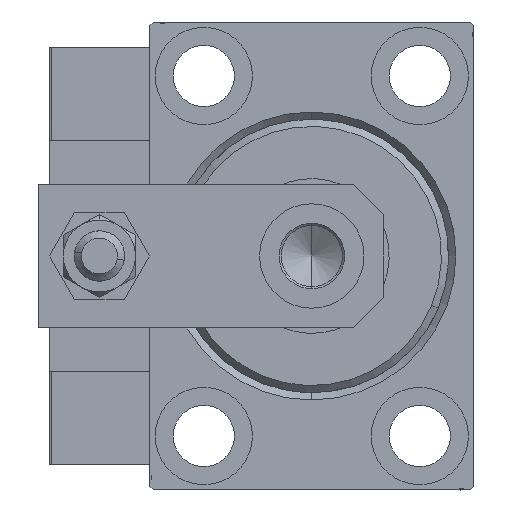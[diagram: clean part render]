
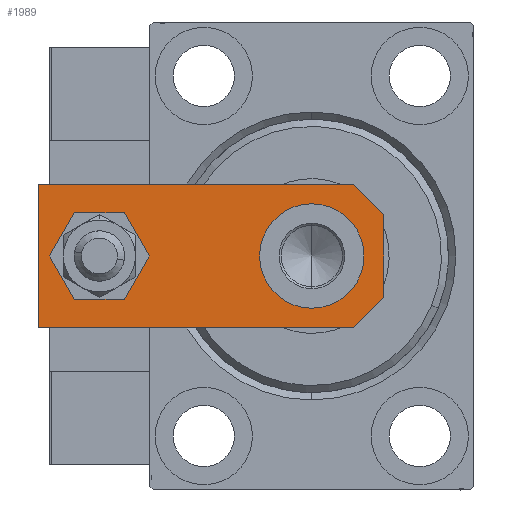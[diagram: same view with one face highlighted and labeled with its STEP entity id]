
A CAD part, left-side view. The second image highlights one B-rep face of the part: STEP entity #1989.
In plain terms, the highlighted face is planar.
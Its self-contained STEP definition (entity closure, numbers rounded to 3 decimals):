
#1137 = DIRECTION ( 'NONE',  ( 0.707, -0.707, 0. ) ) ;
#1317 = VERTEX_POINT ( 'NONE', #2742 ) ;
#1390 = DIRECTION ( 'NONE',  ( 0., 0., 1. ) ) ;
#1989 = ADVANCED_FACE ( 'NONE', ( #22503, #14464, #50480 ), #8411, .T. ) ;
#2236 = VECTOR ( 'NONE', #44794, 1000. ) ;
#2351 = DIRECTION ( 'NONE',  ( 0.707, 0.707, 0. ) ) ;
#2379 = AXIS2_PLACEMENT_3D ( 'NONE', #32741, #1390, #9161 ) ;
#2742 = CARTESIAN_POINT ( 'NONE',  ( 5.76, 0., 6. ) ) ;
#2804 = DIRECTION ( 'NONE',  ( 1., 0., 0. ) ) ;
#4484 = VERTEX_POINT ( 'NONE', #23099 ) ;
#6171 = DIRECTION ( 'NONE',  ( 0., 0., 1. ) ) ;
#6328 = CARTESIAN_POINT ( 'NONE',  ( 0., 39.5, 6. ) ) ;
#7346 = EDGE_CURVE ( 'NONE', #46008, #9596, #44969, .T. ) ;
#7479 = VERTEX_POINT ( 'NONE', #15735 ) ;
#8210 = VECTOR ( 'NONE', #47106, 1000. ) ;
#8364 = AXIS2_PLACEMENT_3D ( 'NONE', #18366, #26377, #2804 ) ;
#8411 = PLANE ( 'NONE',  #8364 ) ;
#9161 = DIRECTION ( 'NONE',  ( 1., 0., 0. ) ) ;
#9256 = ORIENTED_EDGE ( 'NONE', *, *, #46295, .T. ) ;
#9355 = VECTOR ( 'NONE', #2351, 1000. ) ;
#9596 = VERTEX_POINT ( 'NONE', #40423 ) ;
#10298 = CARTESIAN_POINT ( 'NONE',  ( -10., 0., 6. ) ) ;
#10617 = CARTESIAN_POINT ( 'NONE',  ( 2.88, -2.88, 6. ) ) ;
#12347 = LINE ( 'NONE', #31547, #8210 ) ;
#12549 = CARTESIAN_POINT ( 'NONE',  ( 10., 48., 6. ) ) ;
#14365 = DIRECTION ( 'NONE',  ( 1., 0., 0. ) ) ;
#14464 = FACE_OUTER_BOUND ( 'NONE', #44279, .T. ) ;
#14576 = AXIS2_PLACEMENT_3D ( 'NONE', #6328, #34071, #14365 ) ;
#14697 = DIRECTION ( 'NONE',  ( 1., 0., 0. ) ) ;
#14766 = CARTESIAN_POINT ( 'NONE',  ( 0., 39.5, 6. ) ) ;
#14947 = VERTEX_POINT ( 'NONE', #27741 ) ;
#15533 = DIRECTION ( 'NONE',  ( 0., 0., 1. ) ) ;
#15735 = CARTESIAN_POINT ( 'NONE',  ( -5.76, 0., 6. ) ) ;
#16476 = VERTEX_POINT ( 'NONE', #12549 ) ;
#17319 = VECTOR ( 'NONE', #36716, 1000. ) ;
#17432 = VERTEX_POINT ( 'NONE', #37945 ) ;
#18022 = ORIENTED_EDGE ( 'NONE', *, *, #41114, .T. ) ;
#18366 = CARTESIAN_POINT ( 'NONE',  ( 0., 0., 6. ) ) ;
#18576 = CARTESIAN_POINT ( 'NONE',  ( 4., 39.5, 6. ) ) ;
#19354 = EDGE_CURVE ( 'NONE', #4484, #14947, #35546, .T. ) ;
#19776 = EDGE_CURVE ( 'NONE', #9596, #46008, #36298, .T. ) ;
#19834 = ORIENTED_EDGE ( 'NONE', *, *, #7346, .F. ) ;
#20469 = ORIENTED_EDGE ( 'NONE', *, *, #19776, .F. ) ;
#21147 = CARTESIAN_POINT ( 'NONE',  ( 10., 0., 6. ) ) ;
#21654 = ORIENTED_EDGE ( 'NONE', *, *, #19354, .T. ) ;
#21983 = CARTESIAN_POINT ( 'NONE',  ( 0., 10., 6. ) ) ;
#22145 = VERTEX_POINT ( 'NONE', #18576 ) ;
#22503 = FACE_BOUND ( 'NONE', #35238, .T. ) ;
#23099 = CARTESIAN_POINT ( 'NONE',  ( -10., 48., 6. ) ) ;
#24421 = CARTESIAN_POINT ( 'NONE',  ( -4., 39.5, 6. ) ) ;
#24772 = ORIENTED_EDGE ( 'NONE', *, *, #45279, .T. ) ;
#24971 = CARTESIAN_POINT ( 'NONE',  ( -2.88, -2.88, 6. ) ) ;
#25344 = VERTEX_POINT ( 'NONE', #24421 ) ;
#26377 = DIRECTION ( 'NONE',  ( 0., 0., 1. ) ) ;
#27262 = EDGE_LOOP ( 'NONE', ( #19834, #20469 ) ) ;
#27741 = CARTESIAN_POINT ( 'NONE',  ( -10., 4.24, 6. ) ) ;
#27904 = LINE ( 'NONE', #21147, #17319 ) ;
#29750 = LINE ( 'NONE', #10298, #2236 ) ;
#31547 = CARTESIAN_POINT ( 'NONE',  ( 10., 48., 6. ) ) ;
#31662 = CARTESIAN_POINT ( 'NONE',  ( -10., 48., 6. ) ) ;
#32741 = CARTESIAN_POINT ( 'NONE',  ( 0., 10., 6. ) ) ;
#33612 = CIRCLE ( 'NONE', #14576, 4. ) ;
#34071 = DIRECTION ( 'NONE',  ( 0., 0., 1. ) ) ;
#34156 = EDGE_CURVE ( 'NONE', #1317, #17432, #45642, .T. ) ;
#35238 = EDGE_LOOP ( 'NONE', ( #41394, #47973 ) ) ;
#35546 = LINE ( 'NONE', #31662, #43006 ) ;
#36298 = CIRCLE ( 'NONE', #2379, 7.25 ) ;
#36716 = DIRECTION ( 'NONE',  ( 0., 1., 0. ) ) ;
#37038 = CIRCLE ( 'NONE', #43673, 4. ) ;
#37945 = CARTESIAN_POINT ( 'NONE',  ( 10., 4.24, 6. ) ) ;
#37974 = VECTOR ( 'NONE', #1137, 1000. ) ;
#38239 = ORIENTED_EDGE ( 'NONE', *, *, #34156, .T. ) ;
#38620 = DIRECTION ( 'NONE',  ( 1., 0., 0. ) ) ;
#39326 = EDGE_CURVE ( 'NONE', #22145, #25344, #33612, .T. ) ;
#40423 = CARTESIAN_POINT ( 'NONE',  ( 7.25, 10., 6. ) ) ;
#41114 = EDGE_CURVE ( 'NONE', #7479, #1317, #29750, .T. ) ;
#41298 = LINE ( 'NONE', #24971, #37974 ) ;
#41394 = ORIENTED_EDGE ( 'NONE', *, *, #42363, .F. ) ;
#42363 = EDGE_CURVE ( 'NONE', #25344, #22145, #37038, .T. ) ;
#42986 = ORIENTED_EDGE ( 'NONE', *, *, #46231, .T. ) ;
#43006 = VECTOR ( 'NONE', #47486, 1000. ) ;
#43306 = AXIS2_PLACEMENT_3D ( 'NONE', #21983, #6171, #14697 ) ;
#43673 = AXIS2_PLACEMENT_3D ( 'NONE', #14766, #15533, #38620 ) ;
#44279 = EDGE_LOOP ( 'NONE', ( #21654, #24772, #18022, #38239, #9256, #42986 ) ) ;
#44794 = DIRECTION ( 'NONE',  ( 1., 0., 0. ) ) ;
#44807 = CARTESIAN_POINT ( 'NONE',  ( -7.25, 10., 6. ) ) ;
#44969 = CIRCLE ( 'NONE', #43306, 7.25 ) ;
#45279 = EDGE_CURVE ( 'NONE', #14947, #7479, #41298, .T. ) ;
#45642 = LINE ( 'NONE', #10617, #9355 ) ;
#46008 = VERTEX_POINT ( 'NONE', #44807 ) ;
#46231 = EDGE_CURVE ( 'NONE', #16476, #4484, #12347, .T. ) ;
#46295 = EDGE_CURVE ( 'NONE', #17432, #16476, #27904, .T. ) ;
#47106 = DIRECTION ( 'NONE',  ( -1., 0., 0. ) ) ;
#47486 = DIRECTION ( 'NONE',  ( 0., -1., 0. ) ) ;
#47973 = ORIENTED_EDGE ( 'NONE', *, *, #39326, .F. ) ;
#50480 = FACE_BOUND ( 'NONE', #27262, .T. ) ;
